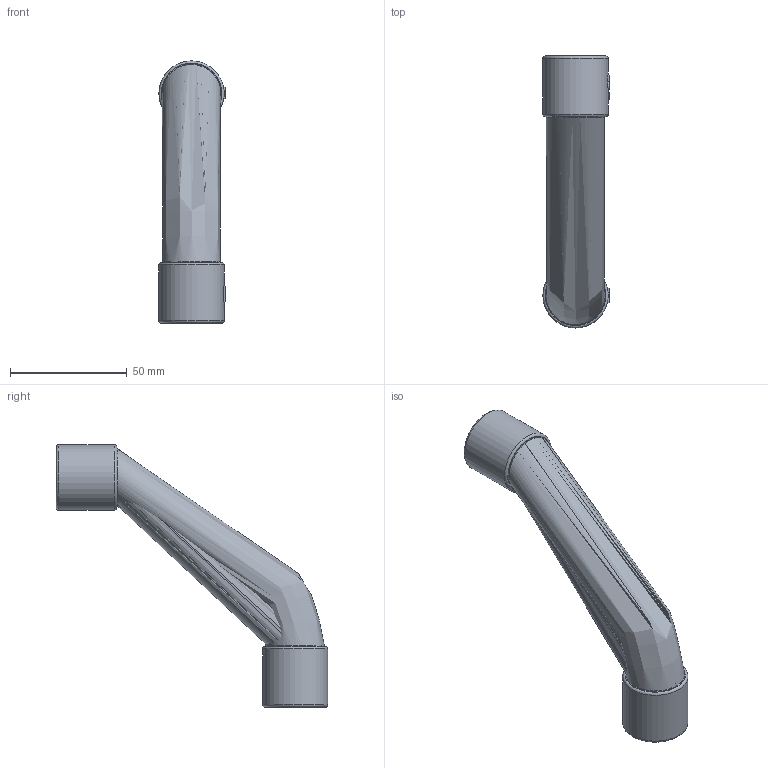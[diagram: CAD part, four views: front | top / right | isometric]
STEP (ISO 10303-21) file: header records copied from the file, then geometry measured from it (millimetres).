
FILE_DESCRIPTION(('STEP AP203'), '1');
FILE_NAME('Ñîåäèíèòåëü óãëîâîé ä25 áåçãàëîãåííûé (HF) àòìîñôåðîñòîéêèé ñåðûé', '', ('UNSPECIFIED'), ('UNSPECIFIED'), 'ASCON STEP Converter 1.6', 'ASCON Math Kernel', '');
FILE_SCHEMA(('CONFIG_CONTROL_DESIGN'));
Length unit declared in the file: millimetre
Products named in the file (1): -02
Bounding box: 28.4 x 116.5 x 112.5 mm (x, y, z)
Volume: 17900.3 mm3; surface area: 11594.5 mm2
Topology: 1 solids, 1 shells, 198 faces, 553 edges, 372 vertices
Faces by surface type: cylinder 104, plane 74, torus 8, extrusion 5, bspline 4, revolution 3
Full cylindrical faces by diameter (mm): 23 x1, 25.5 x2, 28 x2
Entity records: 10889 total; most frequent: CARTESIAN_POINT 4452, ORIENTED_EDGE 1070, DIRECTION 904, EDGE_CURVE 535, VERTEX_POINT 370, AXIS2_PLACEMENT_3D 330, VECTOR 241, LINE 236
